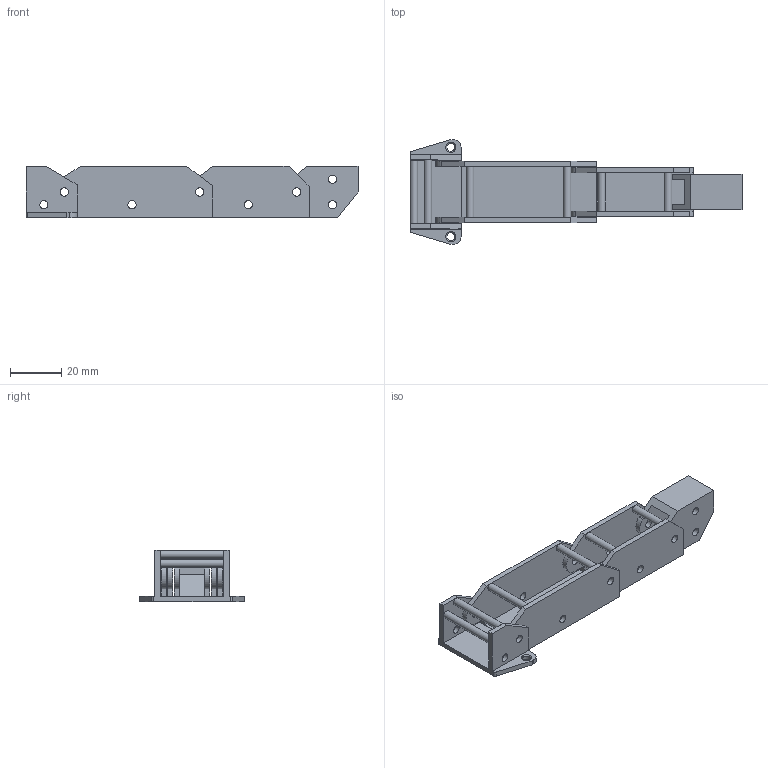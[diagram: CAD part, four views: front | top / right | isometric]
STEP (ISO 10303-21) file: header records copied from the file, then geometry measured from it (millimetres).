
FILE_DESCRIPTION(/* description */ (''),/* implementation_level */ '2;1');
FILE_NAME(/* name */ 'falanga plastic v17.step',/* time_stamp */ '2022-05-13T17:52:17+03:00',/* author */ (''),/* organization */ (''),/* preprocessor_version */ 'ST-DEVELOPER v18.1',/* originating_system */ 'Autodesk Translation Framework v10.13.0.1454',/* authorisation */ '');
FILE_SCHEMA (('AUTOMOTIVE_DESIGN { 1 0 10303 214 3 1 1 }'));
Length unit declared in the file: millimetre
Products named in the file (5): falanga plastic; Component2; Component3; Component4; Component5
Assembly tree (4 placements, depth 2):
  falanga plastic
    Component2
    Component3
    Component4
    Component5
Bounding box: 130 x 41 x 20 mm (x, y, z)
Volume: 17129 mm3; surface area: 19393.5 mm2
Topology: 10 solids, 10 shells, 122 faces, 304 edges, 202 vertices
Faces by surface type: plane 80, cylinder 40, cone 2
Full cylindrical faces by diameter (mm): 3 x6, 3.2 x24
Entity records: 3873 total; most frequent: DIRECTION 648, CARTESIAN_POINT 637, ORIENTED_EDGE 608, EDGE_CURVE 304, LINE 222, VECTOR 222, AXIS2_PLACEMENT_3D 213, VERTEX_POINT 202
